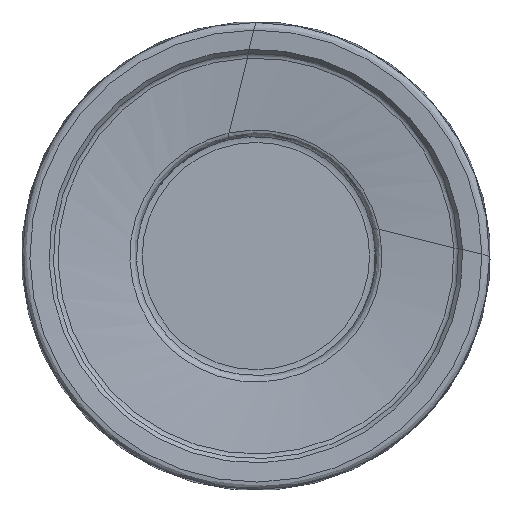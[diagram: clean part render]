
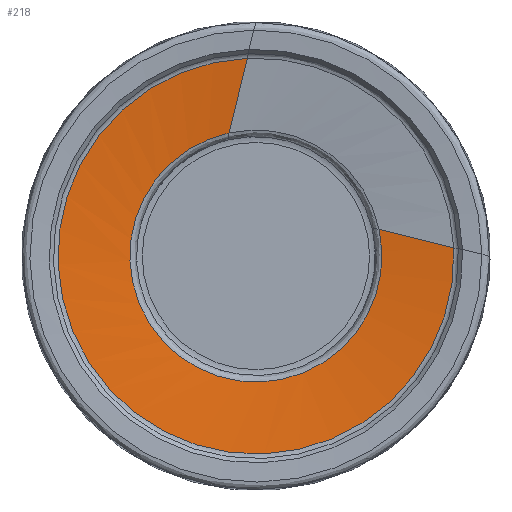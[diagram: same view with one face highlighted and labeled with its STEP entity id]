
A CAD part, left-side view. The second image highlights one B-rep face of the part: STEP entity #218.
In plain terms, the highlighted free-form (B-spline) face has degree [1, 3] with [2, 7] control points.
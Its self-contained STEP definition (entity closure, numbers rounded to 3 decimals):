
#49=(
BOUNDED_SURFACE()
B_SPLINE_SURFACE(1,3,((#1160,#1161,#1162,#1163,#1164,#1165,#1166),(#1167,
#1168,#1169,#1170,#1171,#1172,#1173)),.UNSPECIFIED.,.F.,.F.,.F.)
B_SPLINE_SURFACE_WITH_KNOTS((2,2),(4,3,4),(0.,1.),(0.,0.5,1.),
 .UNSPECIFIED.)
GEOMETRIC_REPRESENTATION_ITEM()
RATIONAL_B_SPLINE_SURFACE(((1.,0.589,0.589,1.,0.589,
0.589,1.),(1.,0.589,0.589,1.,0.589,
0.589,1.)))
REPRESENTATION_ITEM('')
SURFACE()
);
#76=LINE('',#1158,#92);
#77=LINE('',#1159,#93);
#92=VECTOR('',#899,1.);
#93=VECTOR('',#900,1.);
#218=ADVANCED_FACE('',(#251),#49,.F.);
#251=FACE_OUTER_BOUND('',#325,.T.);
#325=EDGE_LOOP('',(#414,#415,#416,#417));
#414=ORIENTED_EDGE('',*,*,#595,.F.);
#415=ORIENTED_EDGE('',*,*,#596,.T.);
#416=ORIENTED_EDGE('',*,*,#592,.T.);
#417=ORIENTED_EDGE('',*,*,#597,.T.);
#537=VERTEX_POINT('',#1123);
#538=VERTEX_POINT('',#1124);
#539=VERTEX_POINT('',#1156);
#540=VERTEX_POINT('',#1157);
#592=EDGE_CURVE('',#537,#538,#665,.T.);
#595=EDGE_CURVE('',#539,#540,#666,.T.);
#596=EDGE_CURVE('',#539,#537,#76,.T.);
#597=EDGE_CURVE('',#538,#540,#77,.T.);
#665=CIRCLE('',#743,6.743);
#666=CIRCLE('',#746,10.594);
#743=AXIS2_PLACEMENT_3D('',#1122,#891,#892);
#746=AXIS2_PLACEMENT_3D('',#1155,#897,#898);
#891=DIRECTION('',(1.,0.,0.));
#892=DIRECTION('',(0.,-0.978,0.211));
#897=DIRECTION('',(1.,0.,0.));
#898=DIRECTION('',(0.,-0.999,0.042));
#899=DIRECTION('',(0.113,0.965,0.237));
#900=DIRECTION('',(-0.113,-0.236,0.965));
#1122=CARTESIAN_POINT('',(0.977,0.,0.));
#1123=CARTESIAN_POINT('',(0.977,-6.592,1.422));
#1124=CARTESIAN_POINT('',(0.977,1.432,6.589));
#1155=CARTESIAN_POINT('',(0.508,0.,0.));
#1156=CARTESIAN_POINT('',(0.508,-10.585,0.44));
#1157=CARTESIAN_POINT('',(0.508,0.457,10.584));
#1158=CARTESIAN_POINT('',(0.977,-6.592,1.422));
#1159=CARTESIAN_POINT('',(0.977,1.432,6.589));
#1160=CARTESIAN_POINT('',(0.977,-6.592,1.422));
#1161=CARTESIAN_POINT('',(0.977,-8.079,-5.473));
#1162=CARTESIAN_POINT('',(0.977,-2.279,-9.489));
#1163=CARTESIAN_POINT('',(0.977,3.651,-5.669));
#1164=CARTESIAN_POINT('',(0.977,9.582,-1.85));
#1165=CARTESIAN_POINT('',(0.977,8.325,5.091));
#1166=CARTESIAN_POINT('',(0.977,1.432,6.589));
#1167=CARTESIAN_POINT('',(0.508,-10.585,0.44));
#1168=CARTESIAN_POINT('',(0.508,-11.045,-10.633));
#1169=CARTESIAN_POINT('',(0.508,-0.994,-15.299));
#1170=CARTESIAN_POINT('',(0.508,7.167,-7.802));
#1171=CARTESIAN_POINT('',(0.508,15.328,-0.304));
#1172=CARTESIAN_POINT('',(0.508,11.529,10.106));
#1173=CARTESIAN_POINT('',(0.508,0.457,10.584));
